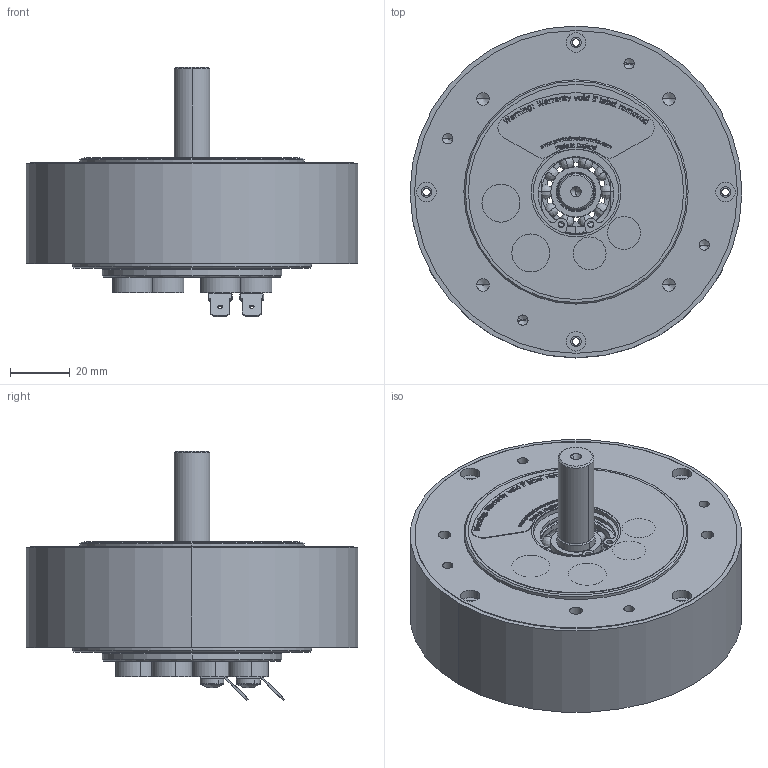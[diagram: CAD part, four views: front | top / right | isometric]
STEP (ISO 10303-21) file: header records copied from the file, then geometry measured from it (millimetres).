
FILE_DESCRIPTION (( 'STEP AP203' ), '1' );
FILE_NAME ('GN9.STEP', '2015-04-29T09:04:10', ( '' ), ( '' ), 'SwSTEP 2.0', 'SolidWorks 2010', '' );
FILE_SCHEMA (( 'CONFIG_CONTROL_DESIGN' ));
Length unit declared in the file: millimetre
Products named in the file (1): GN9
Bounding box: 111 x 111 x 83.49 mm (x, y, z)
Volume: 196500.8 mm3; surface area: 104106.2 mm2
Topology: 26 solids, 26 shells, 2026 faces, 5512 edges, 3552 vertices
Faces by surface type: plane 994, bspline 567, cylinder 309, cone 142, torus 14
Entity records: 86063 total; most frequent: CARTESIAN_POINT 38536, ORIENTED_EDGE 10804, DIRECTION 8142, EDGE_CURVE 5402, VERTEX_POINT 3552, VECTOR 3074, LINE 3074, AXIS2_PLACEMENT_3D 2534
